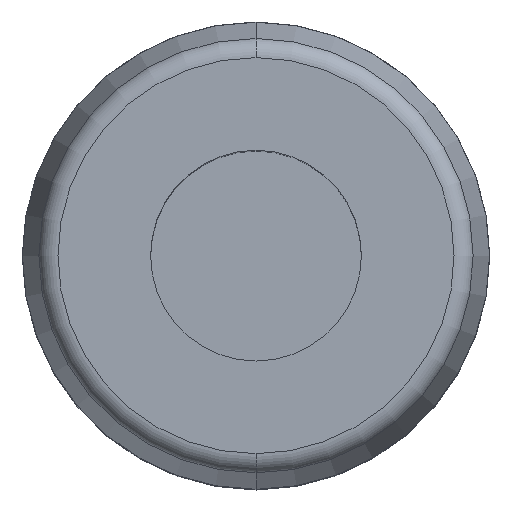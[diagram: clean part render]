
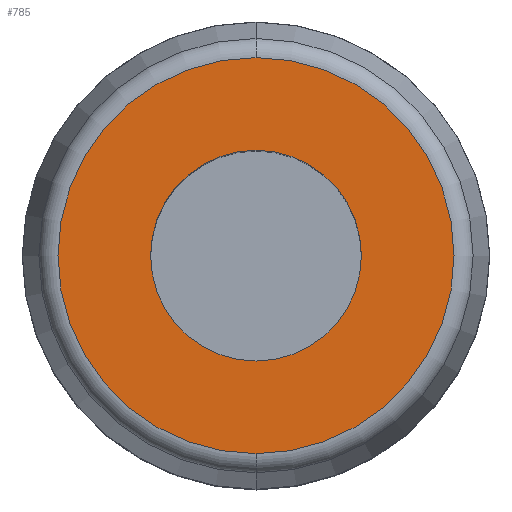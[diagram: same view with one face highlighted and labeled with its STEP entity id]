
A CAD part, top view. The second image highlights one B-rep face of the part: STEP entity #785.
In plain terms, the highlighted planar face has unit normal (0, 0, 1).
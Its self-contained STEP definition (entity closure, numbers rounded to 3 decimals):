
#35 = EDGE_CURVE ( 'NONE', #3041, #2603, #700, .T. ) ;
#120 = CARTESIAN_POINT ( 'NONE',  ( 0., 30.073, 90. ) ) ;
#161 = ORIENTED_EDGE ( 'NONE', *, *, #3712, .T. ) ;
#505 = DIRECTION ( 'NONE',  ( 0., 0., -1. ) ) ;
#545 = CARTESIAN_POINT ( 'NONE',  ( 0., 30.073, 90. ) ) ;
#700 = CIRCLE ( 'NONE', #1222, 16. ) ;
#785 = ADVANCED_FACE ( 'NONE', ( #1389, #958 ), #4711, .T. ) ;
#958 = FACE_OUTER_BOUND ( 'NONE', #3441, .T. ) ;
#1085 = DIRECTION ( 'NONE',  ( -1., 0., 0. ) ) ;
#1222 = AXIS2_PLACEMENT_3D ( 'NONE', #2479, #3275, #2150 ) ;
#1283 = CIRCLE ( 'NONE', #2111, 30.073 ) ;
#1366 = DIRECTION ( 'NONE',  ( 0., 0., 1. ) ) ;
#1389 = FACE_BOUND ( 'NONE', #2412, .T. ) ;
#1531 = DIRECTION ( 'NONE',  ( 0., 0., -1. ) ) ;
#1746 = AXIS2_PLACEMENT_3D ( 'NONE', #1881, #1531, #4197 ) ;
#1829 = AXIS2_PLACEMENT_3D ( 'NONE', #545, #1366, #2863 ) ;
#1881 = CARTESIAN_POINT ( 'NONE',  ( 0., 0., 90. ) ) ;
#1887 = CIRCLE ( 'NONE', #1746, 30.073 ) ;
#2068 = CARTESIAN_POINT ( 'NONE',  ( 16., 0., 90. ) ) ;
#2111 = AXIS2_PLACEMENT_3D ( 'NONE', #2801, #505, #3971 ) ;
#2150 = DIRECTION ( 'NONE',  ( -1., 0., 0. ) ) ;
#2162 = AXIS2_PLACEMENT_3D ( 'NONE', #3393, #3791, #1085 ) ;
#2230 = CARTESIAN_POINT ( 'NONE',  ( -16., 0., 90. ) ) ;
#2412 = EDGE_LOOP ( 'NONE', ( #161, #3134 ) ) ;
#2479 = CARTESIAN_POINT ( 'NONE',  ( 0., 0., 90. ) ) ;
#2603 = VERTEX_POINT ( 'NONE', #2230 ) ;
#2750 = EDGE_CURVE ( 'NONE', #4536, #3905, #1283, .T. ) ;
#2801 = CARTESIAN_POINT ( 'NONE',  ( 0., 0., 90. ) ) ;
#2863 = DIRECTION ( 'NONE',  ( 0., -1., 0. ) ) ;
#3041 = VERTEX_POINT ( 'NONE', #2068 ) ;
#3134 = ORIENTED_EDGE ( 'NONE', *, *, #35, .T. ) ;
#3275 = DIRECTION ( 'NONE',  ( 0., 0., -1. ) ) ;
#3393 = CARTESIAN_POINT ( 'NONE',  ( 0., 0., 90. ) ) ;
#3441 = EDGE_LOOP ( 'NONE', ( #3796, #4839 ) ) ;
#3712 = EDGE_CURVE ( 'NONE', #2603, #3041, #4456, .T. ) ;
#3718 = EDGE_CURVE ( 'NONE', #3905, #4536, #1887, .T. ) ;
#3791 = DIRECTION ( 'NONE',  ( 0., 0., -1. ) ) ;
#3796 = ORIENTED_EDGE ( 'NONE', *, *, #3718, .F. ) ;
#3905 = VERTEX_POINT ( 'NONE', #120 ) ;
#3971 = DIRECTION ( 'NONE',  ( 0., 1., 0. ) ) ;
#4197 = DIRECTION ( 'NONE',  ( 0., 1., 0. ) ) ;
#4456 = CIRCLE ( 'NONE', #2162, 16. ) ;
#4536 = VERTEX_POINT ( 'NONE', #4803 ) ;
#4711 = PLANE ( 'NONE',  #1829 ) ;
#4803 = CARTESIAN_POINT ( 'NONE',  ( 0., -30.073, 90. ) ) ;
#4839 = ORIENTED_EDGE ( 'NONE', *, *, #2750, .F. ) ;
